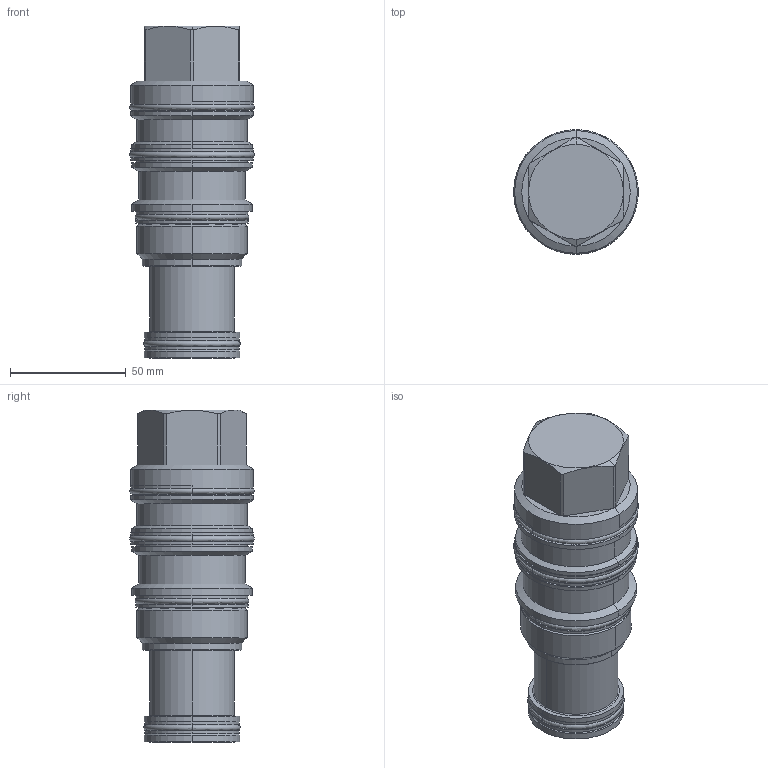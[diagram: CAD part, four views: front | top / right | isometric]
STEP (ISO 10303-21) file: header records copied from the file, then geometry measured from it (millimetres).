
FILE_DESCRIPTION((''),'2;1');
FILE_NAME('FKIB-XCN_PRT','2013-04-04T',('Administrator'),(''),'PRO/ENGINEER BY PARAMETRIC TECHNOLOGY CORPORATION, 2006240','PRO/ENGINEER BY PARAMETRIC TECHNOLOGY CORPORATION, 2006240','');
FILE_SCHEMA(('CONFIG_CONTROL_DESIGN'));
Length unit declared in the file: inch
Products named in the file (1): FKIB-XCN_PRT
Bounding box: 53.84 x 53.84 x 143.64 mm (x, y, z)
Volume: 230493.4 mm3; surface area: 36559.5 mm2
Topology: 6 solids, 6 shells, 164 faces, 344 edges, 202 vertices
Faces by surface type: cylinder 64, plane 34, torus 28, cone 22, revolution 16
Entity records: 5320 total; most frequent: CARTESIAN_POINT 1678, DIRECTION 824, ORIENTED_EDGE 688, AXIS2_PLACEMENT_3D 354, EDGE_CURVE 344, CIRCLE 206, VERTEX_POINT 202, EDGE_LOOP 184
